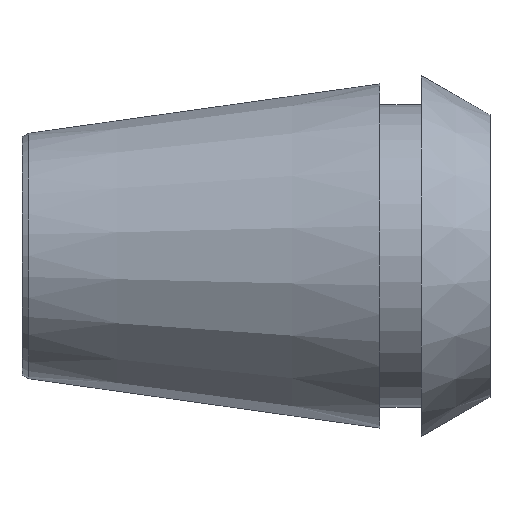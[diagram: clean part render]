
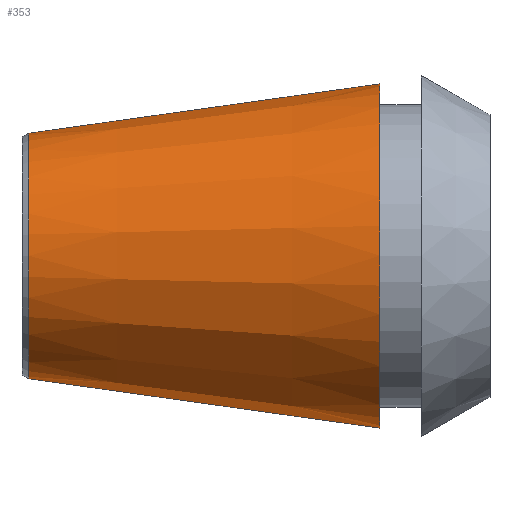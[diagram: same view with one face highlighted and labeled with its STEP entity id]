
A CAD part, top view. The second image highlights one B-rep face of the part: STEP entity #353.
In plain terms, the highlighted conical face has half-angle 8.002 degrees and reference radius 10.708 mm.
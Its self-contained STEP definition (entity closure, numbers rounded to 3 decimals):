
#67=CARTESIAN_POINT('',(-33.5,0.,0.));
#68=DIRECTION('',(1.,0.,0.));
#69=DIRECTION('',(0.,1.,0.));
#70=AXIS2_PLACEMENT_3D('',#67,#68,#69);
#72=CARTESIAN_POINT('',(-8.,0.,0.));
#73=DIRECTION('',(1.,0.,0.));
#74=DIRECTION('',(0.,1.,0.));
#75=AXIS2_PLACEMENT_3D('',#72,#73,#74);
#172=DIRECTION('',(-0.99,0.139,0.));
#173=VECTOR('',#172,25.751);
#174=CARTESIAN_POINT('',(-8.,-12.5,0.));
#175=LINE('',#174,#173);
#181=DIRECTION('',(-0.99,-0.139,0.));
#182=VECTOR('',#181,25.751);
#183=CARTESIAN_POINT('',(-8.,12.5,0.));
#184=LINE('',#183,#182);
#209=CARTESIAN_POINT('',(-33.5,8.915,0.));
#210=CARTESIAN_POINT('',(-33.5,-8.915,0.));
#211=VERTEX_POINT('',#209);
#212=VERTEX_POINT('',#210);
#221=CARTESIAN_POINT('',(-8.,12.5,0.));
#222=CARTESIAN_POINT('',(-8.,-12.5,0.));
#223=VERTEX_POINT('',#221);
#224=VERTEX_POINT('',#222);
#339=CARTESIAN_POINT('',(-20.75,0.,0.));
#340=DIRECTION('',(1.,0.,0.));
#341=DIRECTION('',(0.,-1.,0.));
#342=AXIS2_PLACEMENT_3D('',#339,#340,#341);
#343=CONICAL_SURFACE('',#342,10.708,8.002);
#345=ORIENTED_EDGE('',*,*,#344,.F.);
#347=ORIENTED_EDGE('',*,*,#346,.F.);
#348=ORIENTED_EDGE('',*,*,#328,.T.);
#350=ORIENTED_EDGE('',*,*,#349,.T.);
#351=EDGE_LOOP('',(#345,#347,#348,#350));
#352=FACE_OUTER_BOUND('',#351,.F.);
#353=ADVANCED_FACE('',(#352),#343,.T.);
#71=CIRCLE('',#70,8.915);
#76=CIRCLE('',#75,12.5);
#328=EDGE_CURVE('',#223,#224,#76,.T.);
#344=EDGE_CURVE('',#211,#212,#71,.T.);
#346=EDGE_CURVE('',#223,#211,#184,.T.);
#349=EDGE_CURVE('',#224,#212,#175,.T.);
